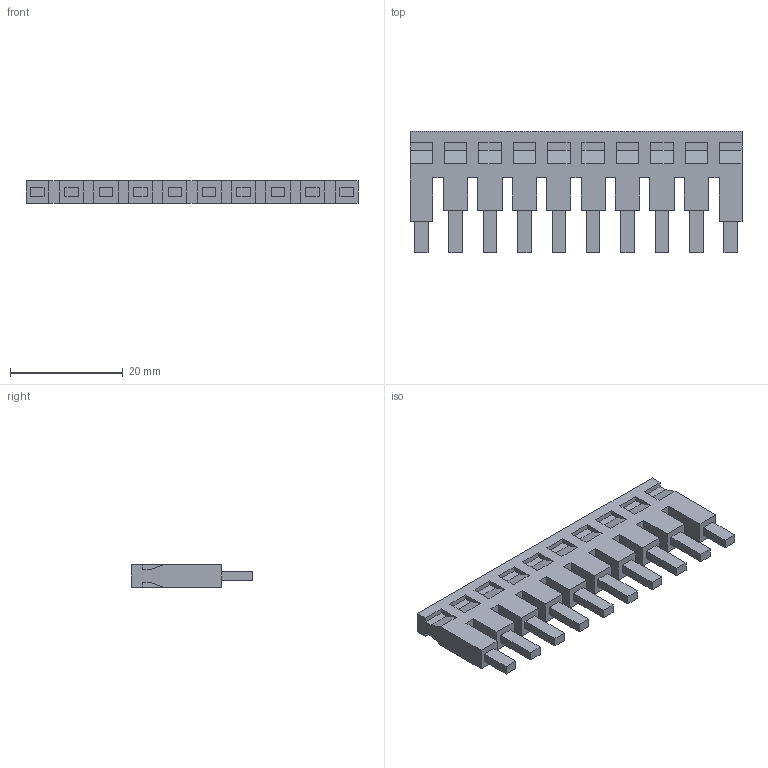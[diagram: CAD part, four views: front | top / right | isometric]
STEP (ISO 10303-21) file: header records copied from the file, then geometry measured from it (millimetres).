
FILE_DESCRIPTION(/* description */ (''),/* implementation_level */ '2;1');
FILE_NAME(/* name */ '27150_PQI_4_10.stp',/* time_stamp */ '2020-07-22T09:29:35+02:00',/* author */ (''),/* organization */ (''),/* preprocessor_version */ 'ST-DEVELOPER v16.7',/* originating_system */ 'SIEMENS PLM Software NX 12.0',/* authorisation */ '');
FILE_SCHEMA (('AUTOMOTIVE_DESIGN { 1 0 10303 214 3 1 1 1 }'));
Length unit declared in the file: millimetre
Products named in the file (1): 27150_PQI_4_10
Bounding box: 58.9 x 21.5 x 4 mm (x, y, z)
Volume: 3076.3 mm3; surface area: 3244 mm2
Topology: 1 solids, 1 shells, 188 faces, 480 edges, 320 vertices
Faces by surface type: plane 188
Entity records: 6555 total; most frequent: CARTESIAN_POINT 989, ORIENTED_EDGE 960, DIRECTION 858, EDGE_CURVE 480, LINE 480, VECTOR 480, VERTEX_POINT 320, EDGE_LOOP 214
